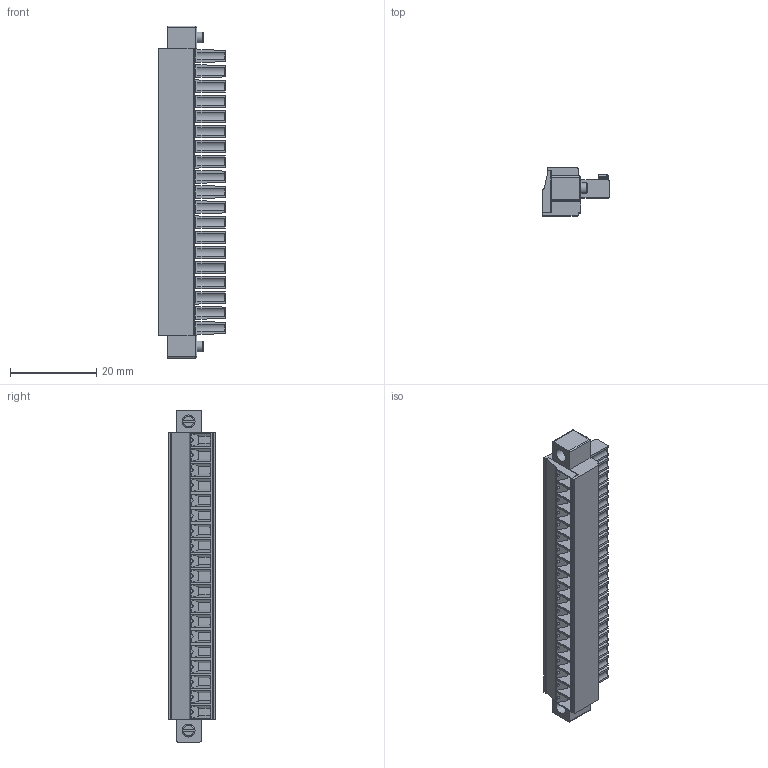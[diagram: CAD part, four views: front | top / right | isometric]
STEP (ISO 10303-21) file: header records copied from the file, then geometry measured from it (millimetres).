
FILE_DESCRIPTION(('STEP AP214'),'1');
FILE_NAME('SH10-7-K.stp','2018-11-19T11:10:29',(' '),(' '),'Spatial InterOp 3D',' ',' ');
FILE_SCHEMA(('AUTOMOTIVE_DESIGN { 1 0 10303 214 1 1 1 1 }'));
Length unit declared in the file: metre
Products named in the file (1): 1
Bounding box: 15.5 x 11.1 x 76.9 mm (x, y, z)
Volume: 6483.3 mm3; surface area: 7754.8 mm2
Topology: 1 solids, 1 shells, 1490 faces, 3949 edges, 2516 vertices
Faces by surface type: plane 997, cylinder 349, cone 59, torus 43, sphere 42
Full cylindrical faces by diameter (mm): 1.2 x19, 1.8 x9, 2.5 x2, 2.8 x19, 3 x21
Entity records: 56698 total; most frequent: CARTESIAN_POINT 8595, ORIENTED_EDGE 7412, DIRECTION 7377, EDGE_CURVE 3706, LINE 2761, VECTOR 2761, VERTEX_POINT 2444, AXIS2_PLACEMENT_3D 2308
